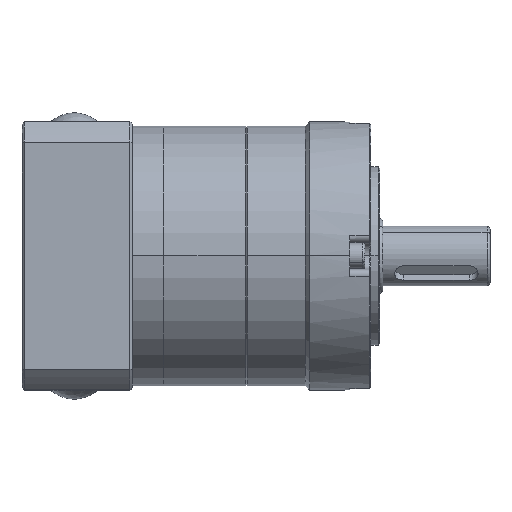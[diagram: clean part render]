
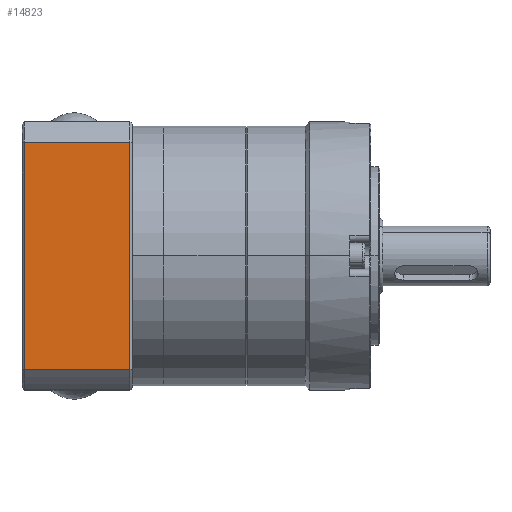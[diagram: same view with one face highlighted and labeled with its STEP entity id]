
A CAD part, top view. The second image highlights one B-rep face of the part: STEP entity #14823.
In plain terms, the highlighted face is planar.
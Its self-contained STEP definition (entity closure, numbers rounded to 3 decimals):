
#481 = VECTOR ( 'NONE', #4227, 1000. ) ;
#563 = CARTESIAN_POINT ( 'NONE',  ( 45., -38.158, 11.3 ) ) ;
#812 = LINE ( 'NONE', #11696, #7564 ) ;
#1030 = VERTEX_POINT ( 'NONE', #11683 ) ;
#1344 = VERTEX_POINT ( 'NONE', #15299 ) ;
#2498 = FACE_OUTER_BOUND ( 'NONE', #7801, .T. ) ;
#2828 = ORIENTED_EDGE ( 'NONE', *, *, #8989, .F. ) ;
#2914 = DIRECTION ( 'NONE',  ( 0., 0., -1. ) ) ;
#2919 = DIRECTION ( 'NONE',  ( 0., -1., 0. ) ) ;
#3944 = EDGE_CURVE ( 'NONE', #16302, #1030, #812, .T. ) ;
#4227 = DIRECTION ( 'NONE',  ( 0., 0., 1. ) ) ;
#4364 = ORIENTED_EDGE ( 'NONE', *, *, #16256, .F. ) ;
#6364 = DIRECTION ( 'NONE',  ( -1., 0., 0. ) ) ;
#7564 = VECTOR ( 'NONE', #11634, 1000. ) ;
#7801 = EDGE_LOOP ( 'NONE', ( #4364, #7886, #2828, #14338 ) ) ;
#7886 = ORIENTED_EDGE ( 'NONE', *, *, #3944, .T. ) ;
#7980 = CARTESIAN_POINT ( 'NONE',  ( 45., 38.158, 0. ) ) ;
#7987 = CARTESIAN_POINT ( 'NONE',  ( 45., -38.158, 46.7 ) ) ;
#8989 = EDGE_CURVE ( 'NONE', #14962, #1030, #13924, .T. ) ;
#9414 = AXIS2_PLACEMENT_3D ( 'NONE', #12705, #6364, #15234 ) ;
#10409 = CARTESIAN_POINT ( 'NONE',  ( 45., 38.158, 46.7 ) ) ;
#10622 = VECTOR ( 'NONE', #2914, 1000. ) ;
#11076 = VECTOR ( 'NONE', #2919, 1000. ) ;
#11441 = PLANE ( 'NONE',  #9414 ) ;
#11634 = DIRECTION ( 'NONE',  ( 0., 1., 0. ) ) ;
#11683 = CARTESIAN_POINT ( 'NONE',  ( 45., 38.158, 11.3 ) ) ;
#11696 = CARTESIAN_POINT ( 'NONE',  ( 45., 38.158, 11.3 ) ) ;
#12705 = CARTESIAN_POINT ( 'NONE',  ( 45., -45., 47.5 ) ) ;
#13109 = CARTESIAN_POINT ( 'NONE',  ( 45., -38.158, 0. ) ) ;
#13921 = EDGE_CURVE ( 'NONE', #14962, #1344, #13998, .T. ) ;
#13924 = LINE ( 'NONE', #7980, #10622 ) ;
#13944 = LINE ( 'NONE', #13109, #481 ) ;
#13998 = LINE ( 'NONE', #7987, #11076 ) ;
#14338 = ORIENTED_EDGE ( 'NONE', *, *, #13921, .T. ) ;
#14823 = ADVANCED_FACE ( 'NONE', ( #2498 ), #11441, .F. ) ;
#14962 = VERTEX_POINT ( 'NONE', #10409 ) ;
#15234 = DIRECTION ( 'NONE',  ( 0., 0., 1. ) ) ;
#15299 = CARTESIAN_POINT ( 'NONE',  ( 45., -38.158, 46.7 ) ) ;
#16256 = EDGE_CURVE ( 'NONE', #16302, #1344, #13944, .T. ) ;
#16302 = VERTEX_POINT ( 'NONE', #563 ) ;
